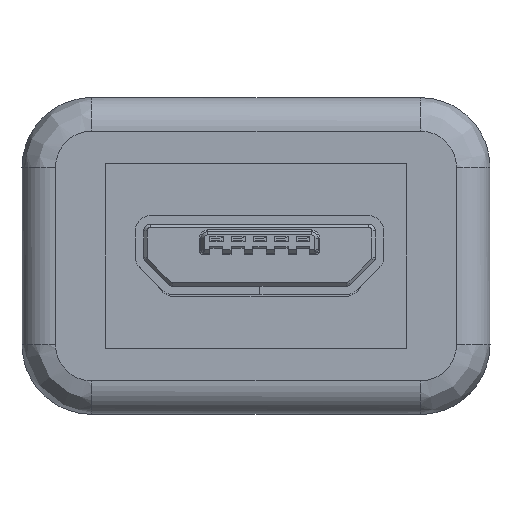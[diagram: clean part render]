
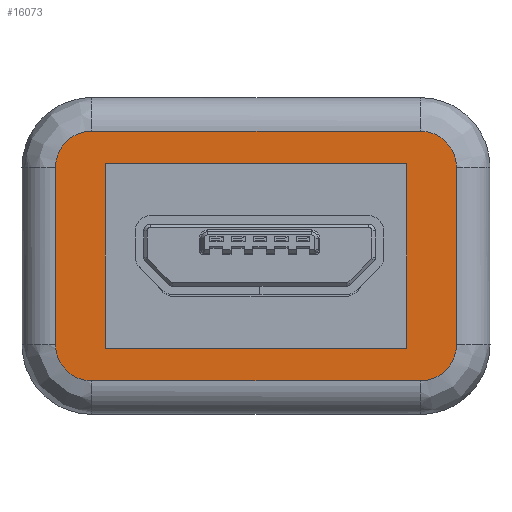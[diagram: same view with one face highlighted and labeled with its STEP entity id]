
A CAD part, left-side view. The second image highlights one B-rep face of the part: STEP entity #16073.
In plain terms, the highlighted face is planar.
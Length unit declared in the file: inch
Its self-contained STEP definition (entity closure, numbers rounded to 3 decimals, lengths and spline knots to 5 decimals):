
#478 = EDGE_LOOP ( 'NONE', ( #32847, #42526, #21149, #14106 ) ) ;
#1913 = CARTESIAN_POINT ( 'NONE',  ( 15.66613, -6.38105, 0.0315 ) ) ;
#2411 = VERTEX_POINT ( 'NONE', #31584 ) ;
#2860 = DIRECTION ( 'NONE',  ( 1., 0., 0. ) ) ;
#2933 = VERTEX_POINT ( 'NONE', #44277 ) ;
#3826 = CARTESIAN_POINT ( 'NONE',  ( 15.61726, -6.38105, -0.21412 ) ) ;
#5214 = B_SPLINE_CURVE_WITH_KNOTS ( 'NONE', 3,
 ( #44388, #48831, #58672, #25102, #34592 ),
 .UNSPECIFIED., .F., .F.,
 ( 4, 1, 4 ),
 ( 0., 0.5, 1. ),
 .UNSPECIFIED. ) ;
#5587 = DIRECTION ( 'NONE',  ( 1., 0., 0. ) ) ;
#5699 = CARTESIAN_POINT ( 'NONE',  ( 16.03591, -6.38105, -0.22329 ) ) ;
#6111 = EDGE_CURVE ( 'NONE', #34359, #18758, #23118, .T. ) ;
#6513 = CARTESIAN_POINT ( 'NONE',  ( 16.02046, -6.38105, -0.18504 ) ) ;
#6657 = LINE ( 'NONE', #26616, #47287 ) ;
#7537 = CARTESIAN_POINT ( 'NONE',  ( 16.03591, -6.38105, 0.06975 ) ) ;
#8177 = B_SPLINE_CURVE_WITH_KNOTS ( 'NONE', 3,
 ( #36348, #30998, #40786, #25929, #7537 ),
 .UNSPECIFIED., .F., .F.,
 ( 4, 1, 4 ),
 ( 0., 0.5, 1. ),
 .UNSPECIFIED. ) ;
#8303 = CARTESIAN_POINT ( 'NONE',  ( 15.60808, -6.38105, 0.03835 ) ) ;
#8954 = EDGE_CURVE ( 'NONE', #34359, #61637, #43591, .T. ) ;
#10127 = EDGE_CURVE ( 'NONE', #23611, #27302, #20918, .T. ) ;
#10660 = CARTESIAN_POINT ( 'NONE',  ( 16.02046, -6.38105, 0.0315 ) ) ;
#11584 = EDGE_CURVE ( 'NONE', #33364, #52282, #22103, .T. ) ;
#11942 = CARTESIAN_POINT ( 'NONE',  ( 16.07852, -6.38105, 0.02718 ) ) ;
#12081 = DIRECTION ( 'NONE',  ( 0., -1., 0. ) ) ;
#13683 = CARTESIAN_POINT ( 'NONE',  ( 15.65069, -6.38105, 0.06975 ) ) ;
#14106 = ORIENTED_EDGE ( 'NONE', *, *, #11584, .T. ) ;
#14931 = EDGE_CURVE ( 'NONE', #23611, #48995, #5214, .T. ) ;
#15115 = CARTESIAN_POINT ( 'NONE',  ( 15.65069, -6.38105, 0.06975 ) ) ;
#16073 = ADVANCED_FACE ( 'NONE', ( #26670, #41215 ), #18105, .T. ) ;
#16205 = VECTOR ( 'NONE', #2860, 39.37008 ) ;
#16224 = EDGE_CURVE ( 'NONE', #44621, #27302, #24984, .T. ) ;
#16262 = AXIS2_PLACEMENT_3D ( 'NONE', #41523, #12081, #27603 ) ;
#17254 = ORIENTED_EDGE ( 'NONE', *, *, #8954, .F. ) ;
#17432 = CARTESIAN_POINT ( 'NONE',  ( 16.03591, -6.38105, 0.06975 ) ) ;
#18105 = PLANE ( 'NONE',  #16262 ) ;
#18131 = EDGE_CURVE ( 'NONE', #37051, #61637, #8177, .T. ) ;
#18758 = VERTEX_POINT ( 'NONE', #42272 ) ;
#20154 = ORIENTED_EDGE ( 'NONE', *, *, #51491, .F. ) ;
#20259 = VECTOR ( 'NONE', #36425, 39.37008 ) ;
#20434 = CARTESIAN_POINT ( 'NONE',  ( 15.65069, -6.38105, -0.22329 ) ) ;
#20918 = LINE ( 'NONE', #5699, #56989 ) ;
#21149 = ORIENTED_EDGE ( 'NONE', *, *, #36908, .T. ) ;
#21580 = CARTESIAN_POINT ( 'NONE',  ( 16.07852, -6.38105, 0.02718 ) ) ;
#22103 = LINE ( 'NONE', #41702, #30827 ) ;
#23118 = B_SPLINE_CURVE_WITH_KNOTS ( 'NONE', 3,
 ( #13683, #33308, #51389, #8303, #27641 ),
 .UNSPECIFIED., .F., .F.,
 ( 4, 1, 4 ),
 ( 0., 0.5, 1. ),
 .UNSPECIFIED. ) ;
#23195 = ORIENTED_EDGE ( 'NONE', *, *, #6111, .T. ) ;
#23611 = VERTEX_POINT ( 'NONE', #49397 ) ;
#24036 = CARTESIAN_POINT ( 'NONE',  ( 15.65069, -6.38105, 0.06975 ) ) ;
#24984 = B_SPLINE_CURVE_WITH_KNOTS ( 'NONE', 3,
 ( #47211, #37719, #3826, #53525, #38969 ),
 .UNSPECIFIED., .F., .F.,
 ( 4, 1, 4 ),
 ( 0., 0.5, 1. ),
 .UNSPECIFIED. ) ;
#25102 = CARTESIAN_POINT ( 'NONE',  ( 16.07852, -6.38105, -0.19189 ) ) ;
#25929 = CARTESIAN_POINT ( 'NONE',  ( 16.04708, -6.38105, 0.06974 ) ) ;
#26323 = LINE ( 'NONE', #21580, #20259 ) ;
#26616 = CARTESIAN_POINT ( 'NONE',  ( 15.66613, -6.38105, -0.18504 ) ) ;
#26670 = FACE_BOUND ( 'NONE', #478, .T. ) ;
#27302 = VERTEX_POINT ( 'NONE', #20434 ) ;
#27513 = VECTOR ( 'NONE', #56837, 39.37008 ) ;
#27603 = DIRECTION ( 'NONE',  ( 0., 0., -1. ) ) ;
#27641 = CARTESIAN_POINT ( 'NONE',  ( 15.60808, -6.38105, 0.02718 ) ) ;
#30827 = VECTOR ( 'NONE', #41387, 39.37008 ) ;
#30998 = CARTESIAN_POINT ( 'NONE',  ( 16.07852, -6.38105, 0.03835 ) ) ;
#31246 = ORIENTED_EDGE ( 'NONE', *, *, #53472, .F. ) ;
#31584 = CARTESIAN_POINT ( 'NONE',  ( 15.66613, -6.38105, 0.0315 ) ) ;
#32847 = ORIENTED_EDGE ( 'NONE', *, *, #48886, .T. ) ;
#33308 = CARTESIAN_POINT ( 'NONE',  ( 15.63951, -6.38105, 0.06974 ) ) ;
#33364 = VERTEX_POINT ( 'NONE', #10660 ) ;
#34359 = VERTEX_POINT ( 'NONE', #24036 ) ;
#34435 = CARTESIAN_POINT ( 'NONE',  ( 15.60808, -6.38105, -0.18072 ) ) ;
#34592 = CARTESIAN_POINT ( 'NONE',  ( 16.07852, -6.38105, -0.18072 ) ) ;
#36348 = CARTESIAN_POINT ( 'NONE',  ( 16.07852, -6.38105, 0.02718 ) ) ;
#36425 = DIRECTION ( 'NONE',  ( 0., 0., -1. ) ) ;
#36908 = EDGE_CURVE ( 'NONE', #2411, #33364, #60211, .T. ) ;
#37051 = VERTEX_POINT ( 'NONE', #11942 ) ;
#37719 = CARTESIAN_POINT ( 'NONE',  ( 15.60808, -6.38105, -0.19189 ) ) ;
#38453 = CARTESIAN_POINT ( 'NONE',  ( 15.60808, -6.38105, -0.18072 ) ) ;
#38969 = CARTESIAN_POINT ( 'NONE',  ( 15.65069, -6.38105, -0.22329 ) ) ;
#40157 = LINE ( 'NONE', #55650, #47180 ) ;
#40786 = CARTESIAN_POINT ( 'NONE',  ( 16.06933, -6.38105, 0.06058 ) ) ;
#41215 = FACE_OUTER_BOUND ( 'NONE', #50850, .T. ) ;
#41387 = DIRECTION ( 'NONE',  ( 0., 0., -1. ) ) ;
#41396 = CARTESIAN_POINT ( 'NONE',  ( 16.07852, -6.38105, -0.18072 ) ) ;
#41523 = CARTESIAN_POINT ( 'NONE',  ( 16.11941, -6.38105, 0.11024 ) ) ;
#41702 = CARTESIAN_POINT ( 'NONE',  ( 16.02046, -6.38105, 0.0315 ) ) ;
#42272 = CARTESIAN_POINT ( 'NONE',  ( 15.60808, -6.38105, 0.02718 ) ) ;
#42526 = ORIENTED_EDGE ( 'NONE', *, *, #61566, .T. ) ;
#43591 = LINE ( 'NONE', #15115, #52840 ) ;
#44277 = CARTESIAN_POINT ( 'NONE',  ( 15.66613, -6.38105, -0.18504 ) ) ;
#44388 = CARTESIAN_POINT ( 'NONE',  ( 16.03591, -6.38105, -0.22329 ) ) ;
#44621 = VERTEX_POINT ( 'NONE', #34435 ) ;
#45487 = ORIENTED_EDGE ( 'NONE', *, *, #16224, .T. ) ;
#47180 = VECTOR ( 'NONE', #60119, 39.37008 ) ;
#47211 = CARTESIAN_POINT ( 'NONE',  ( 15.60808, -6.38105, -0.18072 ) ) ;
#47287 = VECTOR ( 'NONE', #50974, 39.37008 ) ;
#48446 = DIRECTION ( 'NONE',  ( -1., 0., 0. ) ) ;
#48831 = CARTESIAN_POINT ( 'NONE',  ( 16.04709, -6.38105, -0.22329 ) ) ;
#48886 = EDGE_CURVE ( 'NONE', #52282, #2933, #40157, .T. ) ;
#48995 = VERTEX_POINT ( 'NONE', #41396 ) ;
#49368 = ORIENTED_EDGE ( 'NONE', *, *, #10127, .F. ) ;
#49397 = CARTESIAN_POINT ( 'NONE',  ( 16.03591, -6.38105, -0.22329 ) ) ;
#50850 = EDGE_LOOP ( 'NONE', ( #20154, #54223, #17254, #23195, #31246, #45487, #49368, #53918 ) ) ;
#50974 = DIRECTION ( 'NONE',  ( 0., 0., 1. ) ) ;
#51389 = CARTESIAN_POINT ( 'NONE',  ( 15.61727, -6.38105, 0.06058 ) ) ;
#51491 = EDGE_CURVE ( 'NONE', #37051, #48995, #26323, .T. ) ;
#52282 = VERTEX_POINT ( 'NONE', #6513 ) ;
#52840 = VECTOR ( 'NONE', #5587, 39.37008 ) ;
#53472 = EDGE_CURVE ( 'NONE', #44621, #18758, #57776, .T. ) ;
#53525 = CARTESIAN_POINT ( 'NONE',  ( 15.63951, -6.38105, -0.22329 ) ) ;
#53918 = ORIENTED_EDGE ( 'NONE', *, *, #14931, .T. ) ;
#54223 = ORIENTED_EDGE ( 'NONE', *, *, #18131, .T. ) ;
#55650 = CARTESIAN_POINT ( 'NONE',  ( 16.02046, -6.38105, -0.18504 ) ) ;
#56837 = DIRECTION ( 'NONE',  ( 0., 0., 1. ) ) ;
#56989 = VECTOR ( 'NONE', #48446, 39.37008 ) ;
#57776 = LINE ( 'NONE', #38453, #27513 ) ;
#58672 = CARTESIAN_POINT ( 'NONE',  ( 16.06933, -6.38105, -0.21412 ) ) ;
#60119 = DIRECTION ( 'NONE',  ( -1., 0., 0. ) ) ;
#60211 = LINE ( 'NONE', #1913, #16205 ) ;
#61566 = EDGE_CURVE ( 'NONE', #2933, #2411, #6657, .T. ) ;
#61637 = VERTEX_POINT ( 'NONE', #17432 ) ;
